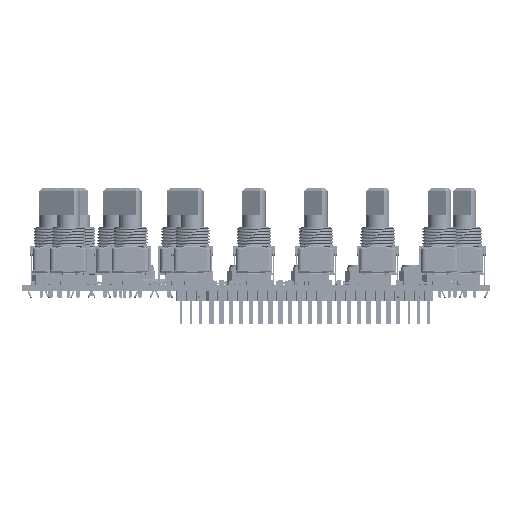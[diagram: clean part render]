
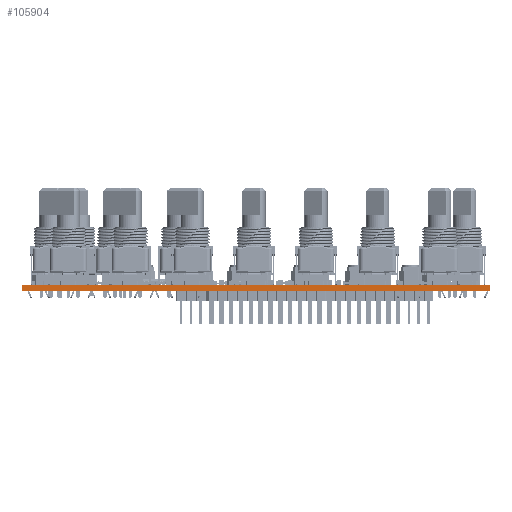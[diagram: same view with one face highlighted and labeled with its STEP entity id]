
A CAD part, front view. The second image highlights one B-rep face of the part: STEP entity #105904.
In plain terms, the highlighted planar face has unit normal (0, -1, 0).
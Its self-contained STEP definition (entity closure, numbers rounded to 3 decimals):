
#105904 = ADVANCED_FACE('',(#105905),#105939,.T.);
#105905 = FACE_BOUND('',#105906,.T.);
#105906 = EDGE_LOOP('',(#105907,#105917,#105925,#105933));
#105907 = ORIENTED_EDGE('',*,*,#105908,.T.);
#105908 = EDGE_CURVE('',#105909,#105911,#105913,.T.);
#105909 = VERTEX_POINT('',#105910);
#105910 = CARTESIAN_POINT('',(163.,-210.,0.));
#105911 = VERTEX_POINT('',#105912);
#105912 = CARTESIAN_POINT('',(163.,-210.,1.6));
#105913 = LINE('',#105914,#105915);
#105914 = CARTESIAN_POINT('',(163.,-210.,0.));
#105915 = VECTOR('',#105916,1.);
#105916 = DIRECTION('',(0.,0.,1.));
#105917 = ORIENTED_EDGE('',*,*,#105918,.T.);
#105918 = EDGE_CURVE('',#105911,#105919,#105921,.T.);
#105919 = VERTEX_POINT('',#105920);
#105920 = CARTESIAN_POINT('',(42.,-210.,1.6));
#105921 = LINE('',#105922,#105923);
#105922 = CARTESIAN_POINT('',(163.,-210.,1.6));
#105923 = VECTOR('',#105924,1.);
#105924 = DIRECTION('',(-1.,0.,0.));
#105925 = ORIENTED_EDGE('',*,*,#105926,.F.);
#105926 = EDGE_CURVE('',#105927,#105919,#105929,.T.);
#105927 = VERTEX_POINT('',#105928);
#105928 = CARTESIAN_POINT('',(42.,-210.,0.));
#105929 = LINE('',#105930,#105931);
#105930 = CARTESIAN_POINT('',(42.,-210.,0.));
#105931 = VECTOR('',#105932,1.);
#105932 = DIRECTION('',(0.,0.,1.));
#105933 = ORIENTED_EDGE('',*,*,#105934,.F.);
#105934 = EDGE_CURVE('',#105909,#105927,#105935,.T.);
#105935 = LINE('',#105936,#105937);
#105936 = CARTESIAN_POINT('',(163.,-210.,0.));
#105937 = VECTOR('',#105938,1.);
#105938 = DIRECTION('',(-1.,0.,0.));
#105939 = PLANE('',#105940);
#105940 = AXIS2_PLACEMENT_3D('',#105941,#105942,#105943);
#105941 = CARTESIAN_POINT('',(163.,-210.,0.));
#105942 = DIRECTION('',(0.,-1.,0.));
#105943 = DIRECTION('',(-1.,0.,0.));
